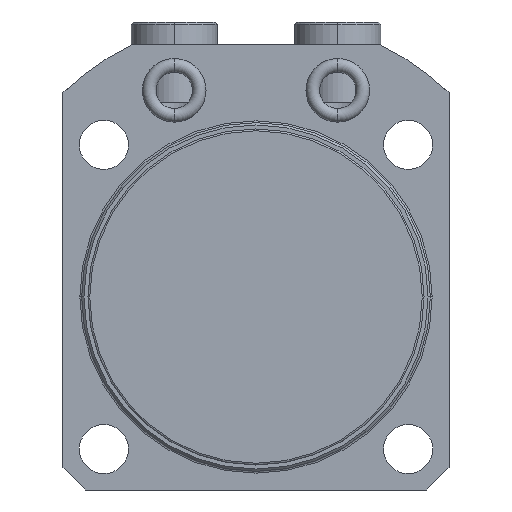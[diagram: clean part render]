
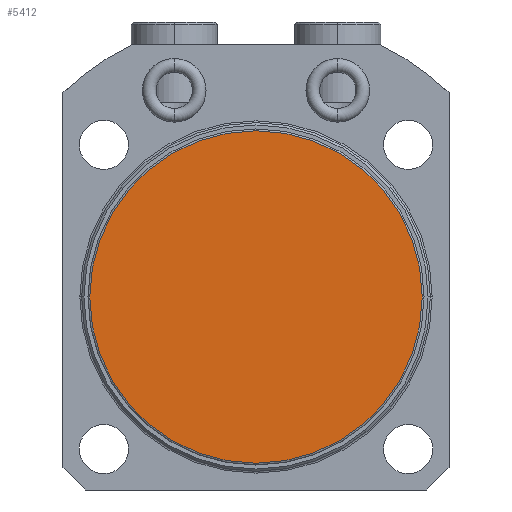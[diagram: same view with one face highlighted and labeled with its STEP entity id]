
A CAD part, front view. The second image highlights one B-rep face of the part: STEP entity #5412.
In plain terms, the highlighted planar face has unit normal (0, -1, 0).
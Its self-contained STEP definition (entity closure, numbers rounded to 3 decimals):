
#1846=CARTESIAN_POINT('',(0.,-85.5,0.));
#1847=DIRECTION('',(0.,-1.,0.));
#1848=DIRECTION('',(0.,0.,1.));
#1849=AXIS2_PLACEMENT_3D('',#1846,#1847,#1848);
#1854=CARTESIAN_POINT('',(0.,-85.5,0.));
#1855=DIRECTION('',(0.,-1.,0.));
#1856=DIRECTION('',(0.,0.,-1.));
#1857=AXIS2_PLACEMENT_3D('',#1854,#1855,#1856);
#4144=CARTESIAN_POINT('',(0.,-85.5,36.6));
#4145=CARTESIAN_POINT('',(0.,-85.5,-36.6));
#4146=VERTEX_POINT('',#4144);
#4147=VERTEX_POINT('',#4145);
#5402=CARTESIAN_POINT('',(0.,-85.5,0.));
#5403=DIRECTION('',(0.,-1.,0.));
#5404=DIRECTION('',(0.,0.,-1.));
#5405=AXIS2_PLACEMENT_3D('',#5402,#5403,#5404);
#5406=PLANE('',#5405);
#5408=ORIENTED_EDGE('',*,*,#5407,.F.);
#5409=ORIENTED_EDGE('',*,*,#5392,.F.);
#5410=EDGE_LOOP('',(#5408,#5409));
#5411=FACE_OUTER_BOUND('',#5410,.F.);
#1850=CIRCLE('',#1849,36.6);
#1858=CIRCLE('',#1857,36.6);
#5392=EDGE_CURVE('',#4147,#4146,#1858,.T.);
#5407=EDGE_CURVE('',#4146,#4147,#1850,.T.);
#5412=ADVANCED_FACE('',(#5411),#5406,.T.);
